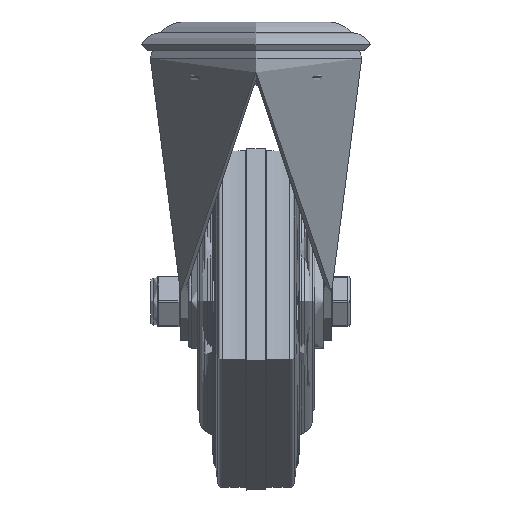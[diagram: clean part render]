
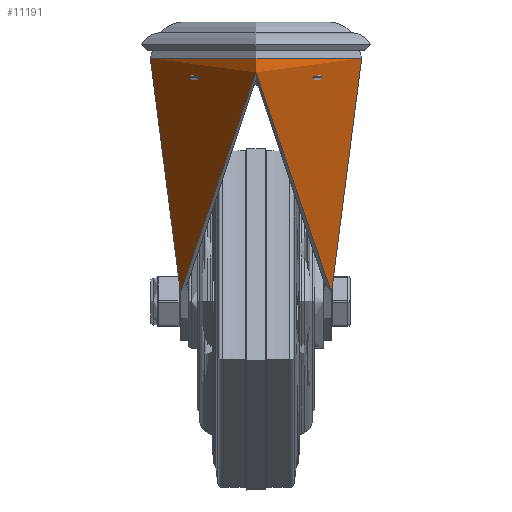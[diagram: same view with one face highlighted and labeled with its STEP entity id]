
A CAD part, left-side view. The second image highlights one B-rep face of the part: STEP entity #11191.
In plain terms, the highlighted cylindrical face has radius 35 mm (diameter 70 mm), a full revolution.
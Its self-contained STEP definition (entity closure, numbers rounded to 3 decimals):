
#412=B_SPLINE_CURVE_WITH_KNOTS('',3,(#16584,#16585,#16586,#16587,#16588,
#16589,#16590,#16591,#16592,#16593),.UNSPECIFIED.,.F.,.F.,(4,2,2,2,4),(-1.321,
-1.192,-1.063,-0.969,-0.875),
 .UNSPECIFIED.);
#413=B_SPLINE_CURVE_WITH_KNOTS('',3,(#16597,#16598,#16599,#16600,#16601,
#16602,#16603,#16604,#16605,#16606,#16607,#16608,#16609,#16610,#16611,#16612,
#16613,#16614,#16615,#16616,#16617,#16618,#16619,#16620,#16621,#16622,#16623,
#16624,#16625,#16626,#16627,#16628,#16629,#16630,#16631,#16632,#16633,#16634,
#16635,#16636,#16637,#16638,#16639,#16640,#16641,#16642,#16643,#16644,#16645,
#16646),.UNSPECIFIED.,.F.,.F.,(4,2,2,2,2,2,2,2,2,2,2,2,2,2,2,2,2,2,2,2,
2,2,2,2,4),(-24.922,-24.34,-23.155,-21.971,
-20.786,-19.761,-18.737,-17.712,
-16.688,-16.046,-15.403,-14.761,-14.119,
-13.477,-12.835,-12.192,-11.55,
-10.526,-9.501,-8.477,-7.452,
-6.268,-5.083,-3.898,-3.316),
 .UNSPECIFIED.);
#414=B_SPLINE_CURVE_WITH_KNOTS('',3,(#16649,#16650,#16651,#16652,#16653,
#16654,#16655,#16656,#16657,#16658),.UNSPECIFIED.,.F.,.F.,(4,2,2,2,4),(0.,
0.094,0.188,0.317,0.447),
 .UNSPECIFIED.);
#1296=CYLINDRICAL_SURFACE('',#12142,35.);
#1469=FACE_OUTER_BOUND('',#2214,.T.);
#2214=EDGE_LOOP('',(#7772,#7773,#7774,#7775,#7776,#7777,#7778,#7779,#7780,
#7781));
#2970=LINE('',#16580,#3533);
#2971=LINE('',#16595,#3534);
#2972=LINE('',#16648,#3535);
#3533=VECTOR('',#13554,35.);
#3534=VECTOR('',#13557,1000.);
#3535=VECTOR('',#13558,1000.);
#4149=CIRCLE('',#12131,35.);
#4158=CIRCLE('',#12143,35.);
#4159=CIRCLE('',#12144,35.);
#4827=VERTEX_POINT('',#16559);
#4833=VERTEX_POINT('',#16577);
#4834=VERTEX_POINT('',#16578);
#4835=VERTEX_POINT('',#16581);
#4836=VERTEX_POINT('',#16583);
#4837=VERTEX_POINT('',#16594);
#4838=VERTEX_POINT('',#16596);
#4839=VERTEX_POINT('',#16647);
#5922=EDGE_CURVE('',#4827,#4827,#4149,.T.);
#5931=EDGE_CURVE('',#4833,#4834,#4158,.T.);
#5932=EDGE_CURVE('',#4834,#4827,#2970,.T.);
#5933=EDGE_CURVE('',#4834,#4835,#4159,.T.);
#5934=EDGE_CURVE('',#4836,#4835,#412,.F.);
#5935=EDGE_CURVE('',#4836,#4837,#2971,.T.);
#5936=EDGE_CURVE('',#4837,#4838,#413,.T.);
#5937=EDGE_CURVE('',#4838,#4839,#2972,.T.);
#5938=EDGE_CURVE('',#4833,#4839,#414,.F.);
#7772=ORIENTED_EDGE('',*,*,#5931,.T.);
#7773=ORIENTED_EDGE('',*,*,#5932,.T.);
#7774=ORIENTED_EDGE('',*,*,#5922,.F.);
#7775=ORIENTED_EDGE('',*,*,#5932,.F.);
#7776=ORIENTED_EDGE('',*,*,#5933,.T.);
#7777=ORIENTED_EDGE('',*,*,#5934,.F.);
#7778=ORIENTED_EDGE('',*,*,#5935,.T.);
#7779=ORIENTED_EDGE('',*,*,#5936,.T.);
#7780=ORIENTED_EDGE('',*,*,#5937,.T.);
#7781=ORIENTED_EDGE('',*,*,#5938,.F.);
#11191=ADVANCED_FACE('',(#1469),#1296,.T.);
#12131=AXIS2_PLACEMENT_3D('',#16560,#13528,#13529);
#12142=AXIS2_PLACEMENT_3D('',#16576,#13550,#13551);
#12143=AXIS2_PLACEMENT_3D('',#16579,#13552,#13553);
#12144=AXIS2_PLACEMENT_3D('',#16582,#13555,#13556);
#13528=DIRECTION('center_axis',(0.,0.,1.));
#13529=DIRECTION('ref_axis',(-1.,0.,0.));
#13550=DIRECTION('center_axis',(0.,0.,-1.));
#13551=DIRECTION('ref_axis',(-1.,0.,0.));
#13552=DIRECTION('center_axis',(0.,0.,1.));
#13553=DIRECTION('ref_axis',(-1.,0.,0.));
#13554=DIRECTION('',(0.,0.,1.));
#13555=DIRECTION('center_axis',(0.,0.,1.));
#13556=DIRECTION('ref_axis',(-1.,0.,0.));
#13557=DIRECTION('',(0.,0.,-1.));
#13558=DIRECTION('',(0.,0.,1.));
#16559=CARTESIAN_POINT('',(35.,0.,-2.5));
#16560=CARTESIAN_POINT('Origin',(0.,0.,
-2.5));
#16576=CARTESIAN_POINT('Origin',(0.,0.,
0.));
#16577=CARTESIAN_POINT('',(26.81,-22.5,-4.));
#16578=CARTESIAN_POINT('',(35.,0.,-4.));
#16579=CARTESIAN_POINT('Origin',(0.,0.,
-4.));
#16580=CARTESIAN_POINT('',(35.,0.,0.));
#16581=CARTESIAN_POINT('',(26.81,22.5,-4.));
#16582=CARTESIAN_POINT('Origin',(0.,0.,
-4.));
#16583=CARTESIAN_POINT('',(24.495,25.,-6.5));
#16584=CARTESIAN_POINT('Ctrl Pts',(26.81,22.5,-4.));
#16585=CARTESIAN_POINT('Ctrl Pts',(26.533,22.83,-4.));
#16586=CARTESIAN_POINT('Ctrl Pts',(26.227,23.18,-4.068));
#16587=CARTESIAN_POINT('Ctrl Pts',(25.638,23.83,-4.354));
#16588=CARTESIAN_POINT('Ctrl Pts',(25.354,24.13,-4.57));
#16589=CARTESIAN_POINT('Ctrl Pts',(24.951,24.546,-5.039));
#16590=CARTESIAN_POINT('Ctrl Pts',(24.788,24.71,-5.291));
#16591=CARTESIAN_POINT('Ctrl Pts',(24.559,24.937,-5.865));
#16592=CARTESIAN_POINT('Ctrl Pts',(24.495,25.,-6.186));
#16593=CARTESIAN_POINT('Ctrl Pts',(24.495,25.,-6.5));
#16594=CARTESIAN_POINT('',(24.495,25.,-80.081));
#16595=CARTESIAN_POINT('',(24.495,25.,-50.25));
#16596=CARTESIAN_POINT('',(24.495,-25.,-80.081));
#16597=CARTESIAN_POINT('Ctrl Pts',(24.495,25.,-80.081));
#16598=CARTESIAN_POINT('Ctrl Pts',(23.542,25.934,-78.591));
#16599=CARTESIAN_POINT('Ctrl Pts',(22.544,26.804,-77.054));
#16600=CARTESIAN_POINT('Ctrl Pts',(19.404,29.251,-72.287));
#16601=CARTESIAN_POINT('Ctrl Pts',(17.141,30.626,-68.953));
#16602=CARTESIAN_POINT('Ctrl Pts',(12.417,32.827,-62.222));
#16603=CARTESIAN_POINT('Ctrl Pts',(9.956,33.651,-58.825));
#16604=CARTESIAN_POINT('Ctrl Pts',(4.977,34.738,-52.171));
#16605=CARTESIAN_POINT('Ctrl Pts',(2.46,35.,-48.915));
#16606=CARTESIAN_POINT('Ctrl Pts',(-2.127,35.,-43.154));
#16607=CARTESIAN_POINT('Ctrl Pts',(-4.383,34.804,-40.391));
#16608=CARTESIAN_POINT('Ctrl Pts',(-9.,33.905,-34.89));
#16609=CARTESIAN_POINT('Ctrl Pts',(-11.361,33.201,-32.153));
#16610=CARTESIAN_POINT('Ctrl Pts',(-16.018,31.222,-26.892));
#16611=CARTESIAN_POINT('Ctrl Pts',(-18.315,29.946,-24.366));
#16612=CARTESIAN_POINT('Ctrl Pts',(-22.669,26.802,-19.686));
#16613=CARTESIAN_POINT('Ctrl Pts',(-24.725,24.934,-17.532));
#16614=CARTESIAN_POINT('Ctrl Pts',(-27.729,21.43,-14.44));
#16615=CARTESIAN_POINT('Ctrl Pts',(-28.866,19.893,-13.285));
#16616=CARTESIAN_POINT('Ctrl Pts',(-30.934,16.495,-11.205));
#16617=CARTESIAN_POINT('Ctrl Pts',(-31.865,14.633,-10.28));
#16618=CARTESIAN_POINT('Ctrl Pts',(-33.396,10.685,-8.769));
#16619=CARTESIAN_POINT('Ctrl Pts',(-33.998,8.593,-8.181));
#16620=CARTESIAN_POINT('Ctrl Pts',(-34.8,4.322,-7.399));
#16621=CARTESIAN_POINT('Ctrl Pts',(-35.,2.141,-7.205));
#16622=CARTESIAN_POINT('Ctrl Pts',(-35.,-2.141,-7.205));
#16623=CARTESIAN_POINT('Ctrl Pts',(-34.8,-4.322,
-7.399));
#16624=CARTESIAN_POINT('Ctrl Pts',(-33.998,-8.593,-8.181));
#16625=CARTESIAN_POINT('Ctrl Pts',(-33.396,-10.685,
-8.769));
#16626=CARTESIAN_POINT('Ctrl Pts',(-31.865,-14.633,-10.28));
#16627=CARTESIAN_POINT('Ctrl Pts',(-30.934,-16.495,
-11.205));
#16628=CARTESIAN_POINT('Ctrl Pts',(-28.866,-19.893,
-13.285));
#16629=CARTESIAN_POINT('Ctrl Pts',(-27.729,-21.43,
-14.44));
#16630=CARTESIAN_POINT('Ctrl Pts',(-24.725,-24.934,
-17.532));
#16631=CARTESIAN_POINT('Ctrl Pts',(-22.669,-26.802,
-19.686));
#16632=CARTESIAN_POINT('Ctrl Pts',(-18.315,-29.946,-24.366));
#16633=CARTESIAN_POINT('Ctrl Pts',(-16.018,-31.222,
-26.892));
#16634=CARTESIAN_POINT('Ctrl Pts',(-11.361,-33.201,
-32.153));
#16635=CARTESIAN_POINT('Ctrl Pts',(-9.,-33.905,
-34.89));
#16636=CARTESIAN_POINT('Ctrl Pts',(-4.383,-34.804,
-40.391));
#16637=CARTESIAN_POINT('Ctrl Pts',(-2.127,-35.,-43.154));
#16638=CARTESIAN_POINT('Ctrl Pts',(2.46,-35.,-48.915));
#16639=CARTESIAN_POINT('Ctrl Pts',(4.977,-34.738,-52.171));
#16640=CARTESIAN_POINT('Ctrl Pts',(9.956,-33.651,-58.825));
#16641=CARTESIAN_POINT('Ctrl Pts',(12.417,-32.827,-62.222));
#16642=CARTESIAN_POINT('Ctrl Pts',(17.141,-30.626,-68.953));
#16643=CARTESIAN_POINT('Ctrl Pts',(19.404,-29.251,-72.287));
#16644=CARTESIAN_POINT('Ctrl Pts',(22.544,-26.804,-77.054));
#16645=CARTESIAN_POINT('Ctrl Pts',(23.542,-25.934,-78.591));
#16646=CARTESIAN_POINT('Ctrl Pts',(24.495,-25.,-80.081));
#16647=CARTESIAN_POINT('',(24.495,-25.,-6.5));
#16648=CARTESIAN_POINT('',(24.495,-25.,-50.25));
#16649=CARTESIAN_POINT('Ctrl Pts',(24.495,-25.,-6.5));
#16650=CARTESIAN_POINT('Ctrl Pts',(24.495,-25.,-6.186));
#16651=CARTESIAN_POINT('Ctrl Pts',(24.559,-24.937,-5.865));
#16652=CARTESIAN_POINT('Ctrl Pts',(24.788,-24.71,-5.291));
#16653=CARTESIAN_POINT('Ctrl Pts',(24.951,-24.546,-5.039));
#16654=CARTESIAN_POINT('Ctrl Pts',(25.354,-24.13,-4.57));
#16655=CARTESIAN_POINT('Ctrl Pts',(25.638,-23.83,-4.354));
#16656=CARTESIAN_POINT('Ctrl Pts',(26.227,-23.18,-4.068));
#16657=CARTESIAN_POINT('Ctrl Pts',(26.533,-22.83,-4.));
#16658=CARTESIAN_POINT('Ctrl Pts',(26.81,-22.5,-4.));
